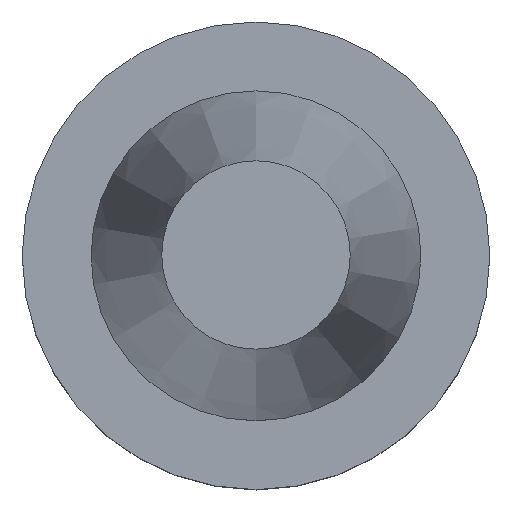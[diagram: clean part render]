
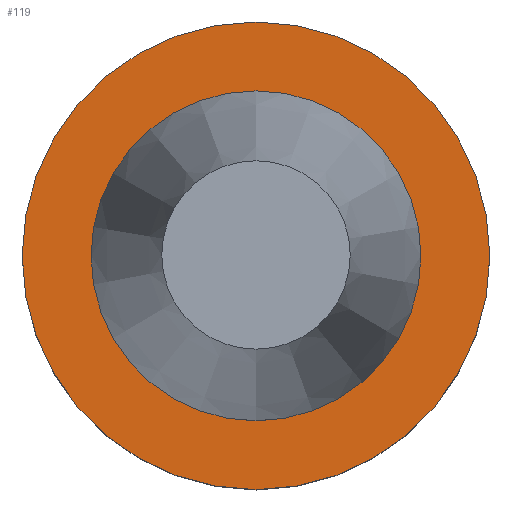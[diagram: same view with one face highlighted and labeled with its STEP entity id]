
A CAD part, top view. The second image highlights one B-rep face of the part: STEP entity #119.
In plain terms, the highlighted planar face has unit normal (0, 0, 1).
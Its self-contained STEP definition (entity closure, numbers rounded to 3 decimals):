
#75=EDGE_CURVE('Unnamed[1]',#176,#176,#177,.T.);
#79=EDGE_CURVE('Unnamed[1]',#182,#182,#183,.T.);
#119=ADVANCED_FACE('Unnamed[1]',(#242,#243),#244,.T.);
#176=VERTEX_POINT('',#302);
#177=CIRCLE('',#303,31.5);
#182=VERTEX_POINT('',#310);
#183=CIRCLE('',#311,22.225);
#242=FACE_OUTER_BOUND('',#384,.T.);
#243=FACE_BOUND('',#385,.T.);
#244=PLANE('',#386);
#302=CARTESIAN_POINT('',(0.,31.5,-1.));
#303=AXIS2_PLACEMENT_3D('',#434,#435,#436);
#310=CARTESIAN_POINT('',(0.,22.225,-1.));
#311=AXIS2_PLACEMENT_3D('',#440,#441,#442);
#384=EDGE_LOOP('',(#506));
#385=EDGE_LOOP('',(#507));
#386=AXIS2_PLACEMENT_3D('',#508,#509,#510);
#434=CARTESIAN_POINT('',(0.,0.,-1.));
#435=DIRECTION('',(0.,0.,-1.0));
#436=DIRECTION('',(0.,1.0,0.));
#440=CARTESIAN_POINT('',(0.,0.,-1.));
#441=DIRECTION('',(0.,0.,-1.0));
#442=DIRECTION('',(0.,1.0,0.));
#506=ORIENTED_EDGE('',*,*,#75,.F.);
#507=ORIENTED_EDGE('',*,*,#79,.T.);
#508=CARTESIAN_POINT('',(0.,26.862,-1.));
#509=DIRECTION('',(0.,0.,1.0));
#510=DIRECTION('',(0.,-1.0,0.));
